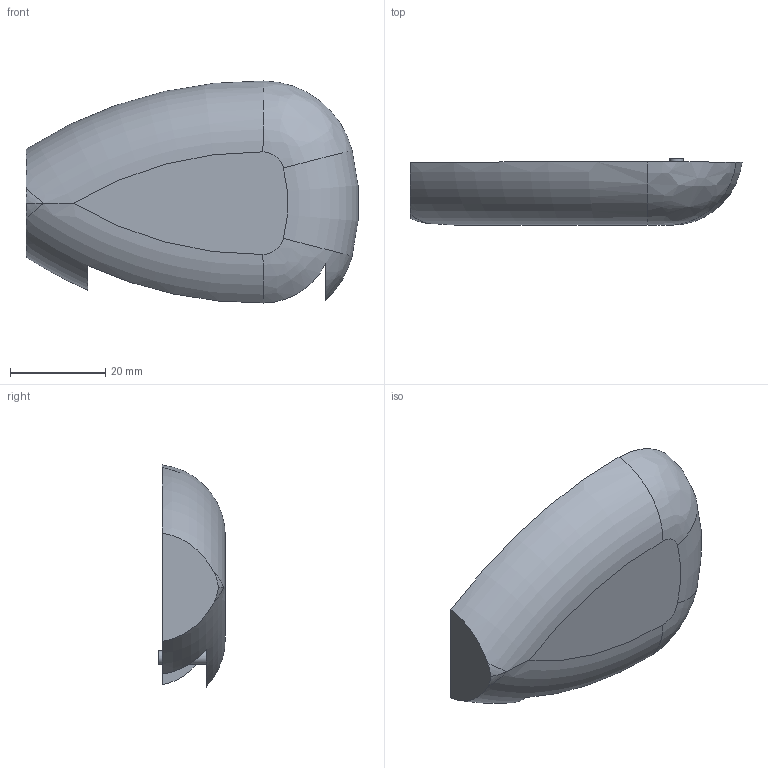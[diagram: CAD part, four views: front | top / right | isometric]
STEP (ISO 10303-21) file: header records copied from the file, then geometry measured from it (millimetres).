
FILE_DESCRIPTION(/* description */ (''),/* implementation_level */ '2;1');
FILE_NAME(/* name */ 'middle cut new.stp',/* time_stamp */ '2021-10-12T21:20:56+01:00',/* author */ (''),/* organization */ (''),/* preprocessor_version */ 'ST-DEVELOPER v18.1',/* originating_system */ 'Autodesk Translation Framework v10.10.0.1391',/* authorisation */ '');
FILE_SCHEMA (('AUTOMOTIVE_DESIGN { 1 0 10303 214 3 1 1 }'));
Length unit declared in the file: millimetre
Products named in the file (1): middle cut new
Bounding box: 69.8 x 14 x 46.67 mm (x, y, z)
Volume: 18309.9 mm3; surface area: 7452.9 mm2
Topology: 1 solids, 1 shells, 18 faces, 44 edges, 29 vertices
Faces by surface type: plane 10, bspline 4, torus 3, cylinder 1
Full cylindrical faces by diameter (mm): 2.8 x1
Entity records: 663 total; most frequent: CARTESIAN_POINT 218, ORIENTED_EDGE 88, DIRECTION 82, EDGE_CURVE 44, AXIS2_PLACEMENT_3D 33, VERTEX_POINT 29, EDGE_LOOP 19, FACE_OUTER_BOUND 18
